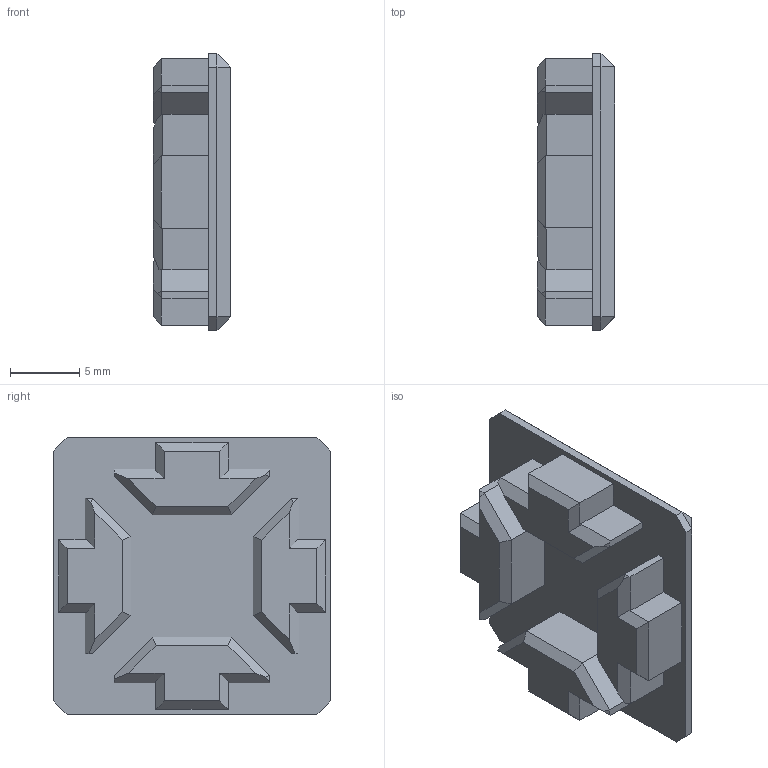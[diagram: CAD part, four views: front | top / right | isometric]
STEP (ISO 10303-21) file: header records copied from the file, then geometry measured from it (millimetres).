
FILE_DESCRIPTION(/* description */ (''),/* implementation_level */ '2;1');
FILE_NAME(/* name */ '2020_sides_cover.step',/* time_stamp */ '2021-05-15T11:18:04+02:00',/* author */ (''),/* organization */ (''),/* preprocessor_version */ 'ST-DEVELOPER v18.1',/* originating_system */ 'Autodesk Translation Framework v10.6.0.1341',/* authorisation */ '');
FILE_SCHEMA (('AUTOMOTIVE_DESIGN { 1 0 10303 214 3 1 1 }'));
Length unit declared in the file: millimetre
Products named in the file (1): 2020_sides_cover
Bounding box: 5.6 x 20 x 20 mm (x, y, z)
Volume: 1187.9 mm3; surface area: 1366 mm2
Topology: 1 solids, 1 shells, 132 faces, 340 edges, 216 vertices
Faces by surface type: plane 100, bspline 32
Entity records: 4024 total; most frequent: CARTESIAN_POINT 1105, ORIENTED_EDGE 680, DIRECTION 478, EDGE_CURVE 340, LINE 276, VECTOR 276, VERTEX_POINT 216, EDGE_LOOP 138
